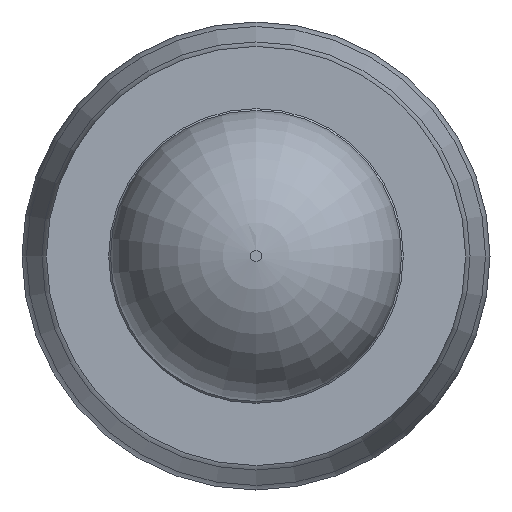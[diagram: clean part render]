
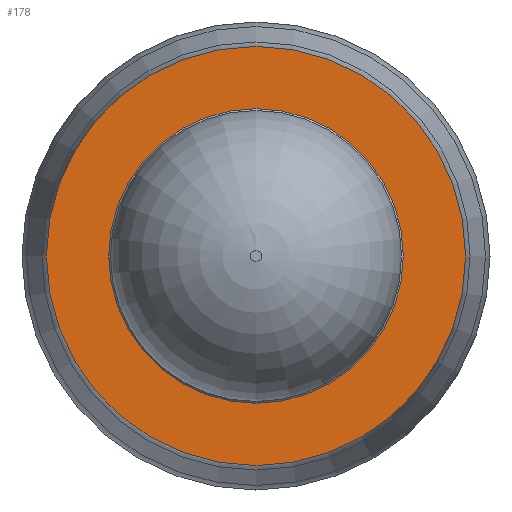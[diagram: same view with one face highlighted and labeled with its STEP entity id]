
A CAD part, left-side view. The second image highlights one B-rep face of the part: STEP entity #178.
In plain terms, the highlighted planar face has unit normal (-1, 0, 0).
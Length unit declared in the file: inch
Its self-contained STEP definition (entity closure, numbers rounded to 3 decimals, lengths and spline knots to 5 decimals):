
#2 = VERTEX_POINT ( 'NONE', #471 ) ;
#34 = EDGE_CURVE ( 'NONE', #216, #216, #334, .T. ) ;
#42 = DIRECTION ( 'NONE',  ( 0., -1., 0. ) ) ;
#102 = FACE_BOUND ( 'NONE', #271, .T. ) ;
#107 = EDGE_LOOP ( 'NONE', ( #213 ) ) ;
#113 = DIRECTION ( 'NONE',  ( 0., 0., 1. ) ) ;
#118 = AXIS2_PLACEMENT_3D ( 'NONE', #491, #243, #113 ) ;
#121 = DIRECTION ( 'NONE',  ( -1., 0., 0. ) ) ;
#128 = CARTESIAN_POINT ( 'NONE',  ( 0., 0., 0. ) ) ;
#130 = AXIS2_PLACEMENT_3D ( 'NONE', #128, #121, #199 ) ;
#170 = DIRECTION ( 'NONE',  ( -1., 0., 0. ) ) ;
#178 = ADVANCED_FACE ( 'NONE', ( #102, #473 ), #208, .T. ) ;
#199 = DIRECTION ( 'NONE',  ( 0., -1., 0. ) ) ;
#208 = PLANE ( 'NONE',  #317 ) ;
#213 = ORIENTED_EDGE ( 'NONE', *, *, #307, .T. ) ;
#216 = VERTEX_POINT ( 'NONE', #439 ) ;
#218 = ORIENTED_EDGE ( 'NONE', *, *, #34, .T. ) ;
#237 = CIRCLE ( 'NONE', #130, 0.018 ) ;
#243 = DIRECTION ( 'NONE',  ( 1., 0., 0. ) ) ;
#271 = EDGE_LOOP ( 'NONE', ( #218 ) ) ;
#307 = EDGE_CURVE ( 'NONE', #2, #2, #237, .T. ) ;
#317 = AXIS2_PLACEMENT_3D ( 'NONE', #454, #170, #42 ) ;
#334 = CIRCLE ( 'NONE', #118, 0.01265 ) ;
#439 = CARTESIAN_POINT ( 'NONE',  ( 0., 0., 0.01265 ) ) ;
#454 = CARTESIAN_POINT ( 'NONE',  ( 0., 0., 0.018 ) ) ;
#471 = CARTESIAN_POINT ( 'NONE',  ( 0., -0.018, 0. ) ) ;
#473 = FACE_OUTER_BOUND ( 'NONE', #107, .T. ) ;
#491 = CARTESIAN_POINT ( 'NONE',  ( 0., 0., 0. ) ) ;
